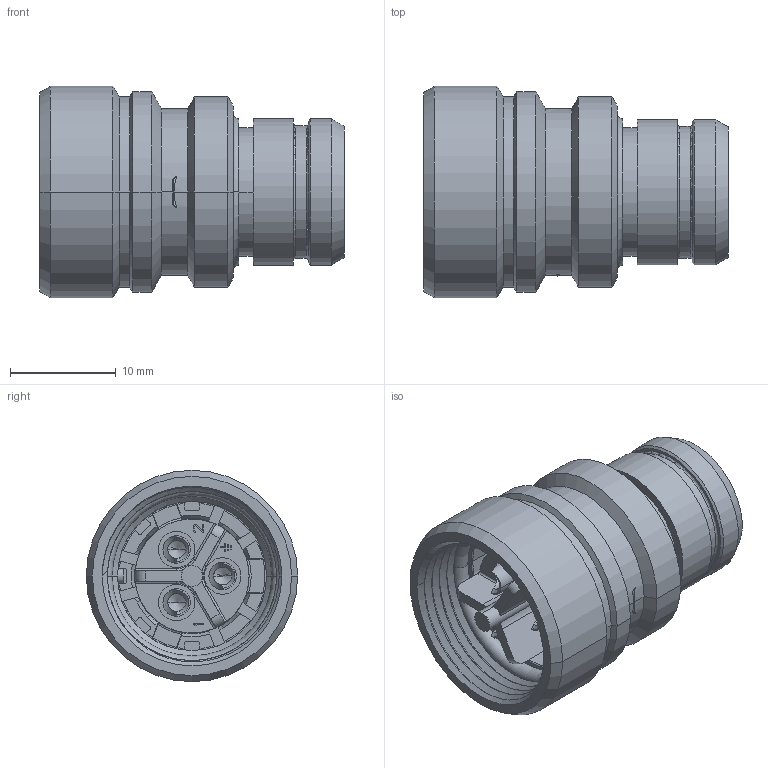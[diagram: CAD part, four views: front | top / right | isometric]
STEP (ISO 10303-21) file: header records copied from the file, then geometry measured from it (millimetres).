
FILE_DESCRIPTION((''),'2;1');
FILE_NAME('1331P193MZ','2024-07-17T16:27:21',('paultorloting'),('NET AG system integration'),'CREO PARAMETRIC BY PTC INC, 2021404','CREO PARAMETRIC BY PTC INC, 2021404','');
FILE_SCHEMA(('AUTOMOTIVE_DESIGN { 1 0 10303 214 1 1 1 1 }'));
Length unit declared in the file: millimetre
Products named in the file (1): 1331P193MZ
Bounding box: 28.8 x 20 x 20 mm (x, y, z)
Volume: 4256.2 mm3; surface area: 5322.4 mm2
Topology: 1 solids, 1 shells, 517 faces, 1313 edges, 841 vertices
Faces by surface type: plane 255, cylinder 152, cone 67, torus 33, bspline 10
Entity records: 20618 total; most frequent: CARTESIAN_POINT 5771, DIRECTION 2640, ORIENTED_EDGE 2614, EDGE_CURVE 1307, AXIS2_PLACEMENT_3D 938, VERTEX_POINT 841, VECTOR 761, LINE 761
